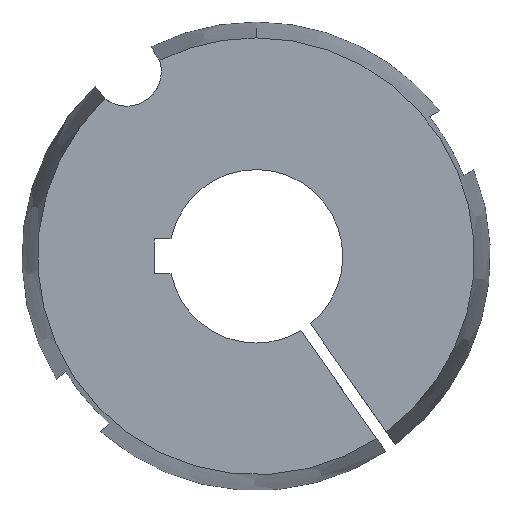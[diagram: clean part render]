
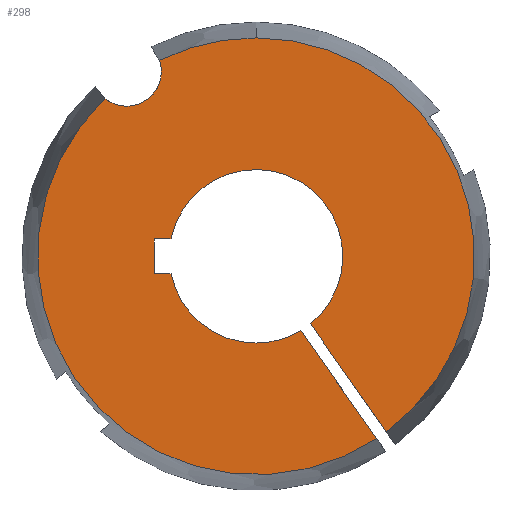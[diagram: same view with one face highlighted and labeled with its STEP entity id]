
A CAD part, left-side view. The second image highlights one B-rep face of the part: STEP entity #298.
In plain terms, the highlighted planar face has unit normal (-1, 0, 0).
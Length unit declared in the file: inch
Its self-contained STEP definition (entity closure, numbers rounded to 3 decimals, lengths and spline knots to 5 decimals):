
#5 = DIRECTION ( 'NONE',  ( 1., 0., 0. ) ) ;
#9 = AXIS2_PLACEMENT_3D ( 'NONE', #729, #5, #460 ) ;
#10 = LINE ( 'NONE', #803, #86 ) ;
#11 = DIRECTION ( 'NONE',  ( 1., 0., 0. ) ) ;
#29 = FACE_OUTER_BOUND ( 'NONE', #638, .T. ) ;
#34 = CARTESIAN_POINT ( 'NONE',  ( -1.75, -0.93305, -1.40608 ) ) ;
#38 = DIRECTION ( 'NONE',  ( 0., 0., -1. ) ) ;
#45 = LINE ( 'NONE', #34, #47 ) ;
#47 = VECTOR ( 'NONE', #486, 39.37008 ) ;
#50 = CARTESIAN_POINT ( 'NONE',  ( -1.75, 0.03602, 0.125 ) ) ;
#66 = AXIS2_PLACEMENT_3D ( 'NONE', #154, #609, #222 ) ;
#67 = ORIENTED_EDGE ( 'NONE', *, *, #694, .T. ) ;
#86 = VECTOR ( 'NONE', #171, 39.37008 ) ;
#92 = EDGE_CURVE ( 'NONE', #283, #338, #226, .T. ) ;
#98 = CARTESIAN_POINT ( 'NONE',  ( -1.75, 0.60912, 0.125 ) ) ;
#124 = CIRCLE ( 'NONE', #251, 0.625 ) ;
#125 = VECTOR ( 'NONE', #730, 39.37008 ) ;
#127 = CIRCLE ( 'NONE', #567, 0.25 ) ;
#133 = LINE ( 'NONE', #331, #125 ) ;
#143 = CARTESIAN_POINT ( 'NONE',  ( -1.75, 0., 1.57369 ) ) ;
#148 = CARTESIAN_POINT ( 'NONE',  ( -1.75, 0.93206, 1.33112 ) ) ;
#154 = CARTESIAN_POINT ( 'NONE',  ( -1.75, 0., 0. ) ) ;
#156 = VERTEX_POINT ( 'NONE', #831 ) ;
#171 = DIRECTION ( 'NONE',  ( 0., 1., 0. ) ) ;
#178 = DIRECTION ( 'NONE',  ( -1., 0., 0. ) ) ;
#188 = EDGE_CURVE ( 'NONE', #564, #282, #124, .T. ) ;
#197 = ORIENTED_EDGE ( 'NONE', *, *, #678, .T. ) ;
#219 = EDGE_CURVE ( 'NONE', #389, #655, #133, .T. ) ;
#220 = DIRECTION ( 'NONE',  ( 0., 0., -1. ) ) ;
#221 = CARTESIAN_POINT ( 'NONE',  ( -1.75, -0.32311, -0.535 ) ) ;
#222 = DIRECTION ( 'NONE',  ( 0., 0., -1. ) ) ;
#226 = LINE ( 'NONE', #50, #286 ) ;
#239 = DIRECTION ( 'NONE',  ( 1., 0., 0. ) ) ;
#241 = VERTEX_POINT ( 'NONE', #864 ) ;
#251 = AXIS2_PLACEMENT_3D ( 'NONE', #327, #801, #383 ) ;
#259 = CARTESIAN_POINT ( 'NONE',  ( -1.75, -0.39223, -0.4866 ) ) ;
#263 = CARTESIAN_POINT ( 'NONE',  ( -1.75, 0., -0.625 ) ) ;
#268 = CARTESIAN_POINT ( 'NONE',  ( -1.75, 0.61237, 0.125 ) ) ;
#269 = DIRECTION ( 'NONE',  ( -1., 0., 0. ) ) ;
#270 = CARTESIAN_POINT ( 'NONE',  ( -1.75, 0.61237, -0.125 ) ) ;
#282 = VERTEX_POINT ( 'NONE', #263 ) ;
#283 = VERTEX_POINT ( 'NONE', #259 ) ;
#286 = VECTOR ( 'NONE', #513, 39.37008 ) ;
#289 = DIRECTION ( 'NONE',  ( 0., -1., 0. ) ) ;
#297 = CARTESIAN_POINT ( 'NONE',  ( -1.75, -0.93687, -1.26443 ) ) ;
#298 = ADVANCED_FACE ( 'NONE', ( #29 ), #595, .F. ) ;
#308 = EDGE_CURVE ( 'NONE', #670, #241, #812, .T. ) ;
#313 = ORIENTED_EDGE ( 'NONE', *, *, #843, .T. ) ;
#314 = CIRCLE ( 'NONE', #533, 0.625 ) ;
#327 = CARTESIAN_POINT ( 'NONE',  ( -1.75, 0., 0. ) ) ;
#329 = CARTESIAN_POINT ( 'NONE',  ( -1.75, 0.73412, -0.125 ) ) ;
#331 = CARTESIAN_POINT ( 'NONE',  ( -1.75, 0.73412, 0.125 ) ) ;
#338 = VERTEX_POINT ( 'NONE', #297 ) ;
#383 = DIRECTION ( 'NONE',  ( 0., 0., -1. ) ) ;
#389 = VERTEX_POINT ( 'NONE', #697 ) ;
#390 = CARTESIAN_POINT ( 'NONE',  ( -1.75, 0., 0. ) ) ;
#414 = ORIENTED_EDGE ( 'NONE', *, *, #722, .T. ) ;
#421 = DIRECTION ( 'NONE',  ( 1., 0., 0. ) ) ;
#429 = CIRCLE ( 'NONE', #626, 0.25 ) ;
#455 = CIRCLE ( 'NONE', #66, 1.57369 ) ;
#460 = DIRECTION ( 'NONE',  ( 0., 0., -1. ) ) ;
#463 = DIRECTION ( 'NONE',  ( 0., 0., -1. ) ) ;
#486 = DIRECTION ( 'NONE',  ( 0., 0.574, 0.819 ) ) ;
#513 = DIRECTION ( 'NONE',  ( 0., -0.574, -0.819 ) ) ;
#523 = VERTEX_POINT ( 'NONE', #268 ) ;
#527 = EDGE_CURVE ( 'NONE', #282, #545, #314, .T. ) ;
#533 = AXIS2_PLACEMENT_3D ( 'NONE', #390, #11, #463 ) ;
#538 = EDGE_CURVE ( 'NONE', #241, #815, #429, .T. ) ;
#539 = ORIENTED_EDGE ( 'NONE', *, *, #188, .T. ) ;
#545 = VERTEX_POINT ( 'NONE', #270 ) ;
#561 = CARTESIAN_POINT ( 'NONE',  ( -1.75, 0., 0. ) ) ;
#563 = CARTESIAN_POINT ( 'NONE',  ( -1.75, 1.08873, 1.1363 ) ) ;
#564 = VERTEX_POINT ( 'NONE', #221 ) ;
#567 = AXIS2_PLACEMENT_3D ( 'NONE', #839, #421, #38 ) ;
#574 = ORIENTED_EDGE ( 'NONE', *, *, #774, .T. ) ;
#575 = ORIENTED_EDGE ( 'NONE', *, *, #308, .T. ) ;
#595 = PLANE ( 'NONE',  #9 ) ;
#604 = DIRECTION ( 'NONE',  ( 1., 0., 0. ) ) ;
#609 = DIRECTION ( 'NONE',  ( -1., 0., 0. ) ) ;
#623 = CARTESIAN_POINT ( 'NONE',  ( -1.75, 0., 0. ) ) ;
#626 = AXIS2_PLACEMENT_3D ( 'NONE', #148, #604, #220 ) ;
#629 = DIRECTION ( 'NONE',  ( 0., 0., -1. ) ) ;
#638 = EDGE_LOOP ( 'NONE', ( #414, #575, #849, #661, #313, #67, #539, #806, #197, #640, #574, #772, #721 ) ) ;
#640 = ORIENTED_EDGE ( 'NONE', *, *, #219, .F. ) ;
#654 = AXIS2_PLACEMENT_3D ( 'NONE', #561, #178, #629 ) ;
#655 = VERTEX_POINT ( 'NONE', #329 ) ;
#661 = ORIENTED_EDGE ( 'NONE', *, *, #708, .T. ) ;
#667 = CARTESIAN_POINT ( 'NONE',  ( -1.75, 0., 0. ) ) ;
#670 = VERTEX_POINT ( 'NONE', #143 ) ;
#678 = EDGE_CURVE ( 'NONE', #545, #655, #10, .T. ) ;
#689 = CARTESIAN_POINT ( 'NONE',  ( -1.75, 0.93206, 1.08112 ) ) ;
#693 = DIRECTION ( 'NONE',  ( 0., 0., -1. ) ) ;
#694 = EDGE_CURVE ( 'NONE', #156, #564, #45, .T. ) ;
#697 = CARTESIAN_POINT ( 'NONE',  ( -1.75, 0.73412, 0.125 ) ) ;
#708 = EDGE_CURVE ( 'NONE', #815, #762, #127, .T. ) ;
#715 = CIRCLE ( 'NONE', #795, 0.625 ) ;
#721 = ORIENTED_EDGE ( 'NONE', *, *, #92, .T. ) ;
#722 = EDGE_CURVE ( 'NONE', #338, #670, #858, .T. ) ;
#729 = CARTESIAN_POINT ( 'NONE',  ( -1.75, 0., 0. ) ) ;
#730 = DIRECTION ( 'NONE',  ( 0., 0., -1. ) ) ;
#733 = DIRECTION ( 'NONE',  ( 0., 0., -1. ) ) ;
#752 = VECTOR ( 'NONE', #289, 39.37008 ) ;
#762 = VERTEX_POINT ( 'NONE', #563 ) ;
#772 = ORIENTED_EDGE ( 'NONE', *, *, #805, .T. ) ;
#773 = LINE ( 'NONE', #98, #752 ) ;
#774 = EDGE_CURVE ( 'NONE', #389, #523, #773, .T. ) ;
#795 = AXIS2_PLACEMENT_3D ( 'NONE', #623, #239, #693 ) ;
#801 = DIRECTION ( 'NONE',  ( 1., 0., 0. ) ) ;
#803 = CARTESIAN_POINT ( 'NONE',  ( -1.75, 0.60912, -0.125 ) ) ;
#805 = EDGE_CURVE ( 'NONE', #523, #283, #715, .T. ) ;
#806 = ORIENTED_EDGE ( 'NONE', *, *, #527, .T. ) ;
#812 = CIRCLE ( 'NONE', #832, 1.57369 ) ;
#815 = VERTEX_POINT ( 'NONE', #689 ) ;
#831 = CARTESIAN_POINT ( 'NONE',  ( -1.75, -0.86775, -1.31283 ) ) ;
#832 = AXIS2_PLACEMENT_3D ( 'NONE', #667, #269, #733 ) ;
#839 = CARTESIAN_POINT ( 'NONE',  ( -1.75, 0.93206, 1.33112 ) ) ;
#843 = EDGE_CURVE ( 'NONE', #762, #156, #455, .T. ) ;
#849 = ORIENTED_EDGE ( 'NONE', *, *, #538, .T. ) ;
#858 = CIRCLE ( 'NONE', #654, 1.57369 ) ;
#864 = CARTESIAN_POINT ( 'NONE',  ( -1.75, 0.69541, 1.41171 ) ) ;
